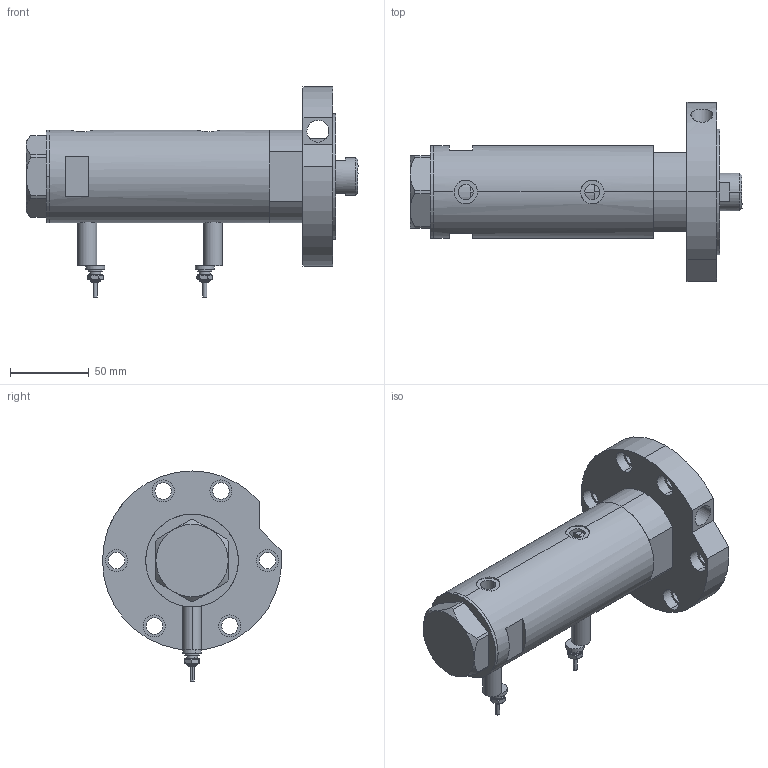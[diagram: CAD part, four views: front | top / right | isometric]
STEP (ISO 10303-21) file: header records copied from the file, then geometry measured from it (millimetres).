
FILE_DESCRIPTION (( 'STEP AP203' ), '1' );
FILE_NAME ('13e4.STEP', '2024-02-11T14:16:38', ( '' ), ( '' ), 'SwSTEP 2.0', 'SolidWorks 2019', '' );
FILE_SCHEMA (( 'CONFIG_CONTROL_DESIGN' ));
Length unit declared in the file: millimetre
Products named in the file (7): V270CG_VC 4df444fff8b58cd21f422db396335bf7; Switch 4df444fff8b58cd21f422db396335bf7; V270CG_BACK 4df444fff8b58cd21f422db396335bf7; V270CG_FRONT 4df444fff8b58cd21f422db396335bf7; 13e4; V270CG_MIDDLE 4df444fff8b58cd21f422db396335bf7; V270CG_RF211E 4df444fff8b58cd21f422db396335bf7
Assembly tree (7 placements, depth 2):
  13e4
    V270CG_MIDDLE 4df444fff8b58cd21f422db396335bf7
    V270CG_BACK 4df444fff8b58cd21f422db396335bf7
    V270CG_FRONT 4df444fff8b58cd21f422db396335bf7
    V270CG_VC 4df444fff8b58cd21f422db396335bf7
    V270CG_RF211E 4df444fff8b58cd21f422db396335bf7
    Switch 4df444fff8b58cd21f422db396335bf7  x2
Bounding box: 211.2 x 113.92 x 133.6 mm (x, y, z)
Volume: 630126.1 mm3; surface area: 136846.9 mm2
Topology: 7 solids, 7 shells, 256 faces, 569 edges, 351 vertices
Faces by surface type: cylinder 102, plane 90, cone 40, torus 24
Entity records: 7549 total; most frequent: CARTESIAN_POINT 1949, DIRECTION 1089, ORIENTED_EDGE 946, EDGE_CURVE 473, AXIS2_PLACEMENT_3D 458, VERTEX_POINT 295, EDGE_LOOP 256, CIRCLE 238
